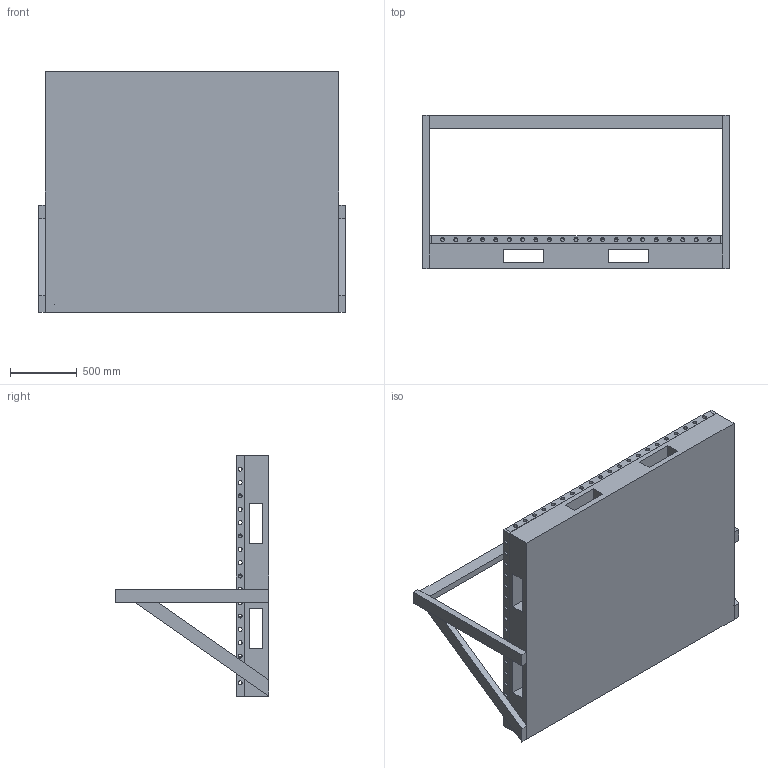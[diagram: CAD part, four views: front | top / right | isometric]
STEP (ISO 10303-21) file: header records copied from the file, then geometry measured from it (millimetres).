
FILE_DESCRIPTION (( 'STEP AP203' ), '1' );
FILE_NAME ('Transportplatte.STEP', '2020-08-18T09:56:50', ( '' ), ( '' ), 'SwSTEP 2.0', 'SolidWorks 2017', '' );
FILE_SCHEMA (( 'CONFIG_CONTROL_DESIGN' ));
Length unit declared in the file: millimetre
Products named in the file (8): Transportplatte; Seite-Breite-Loch; Seite-Laenge-Loch; Zurrschiene; Balken; Boden; Stuetze; Strebe
Assembly tree (18 placements, depth 2):
  Transportplatte
    Boden
    Seite-Laenge-Loch  x2
    Seite-Breite-Loch  x2
    Zurrschiene  x8
    Stuetze  x2
    Balken
    Strebe  x2
Bounding box: 2300 x 1150 x 1800 mm (x, y, z)
Volume: 594880547.7 mm3; surface area: 20558597.2 mm2
Topology: 18 solids, 18 shells, 1246 faces, 3648 edges, 2432 vertices
Faces by surface type: cylinder 1120, plane 126
Entity records: 10312 total; most frequent: DIRECTION 1732, CARTESIAN_POINT 1565, ORIENTED_EDGE 1536, EDGE_CURVE 768, AXIS2_PLACEMENT_3D 679, VERTEX_POINT 512, CIRCLE 394, VECTOR 374
